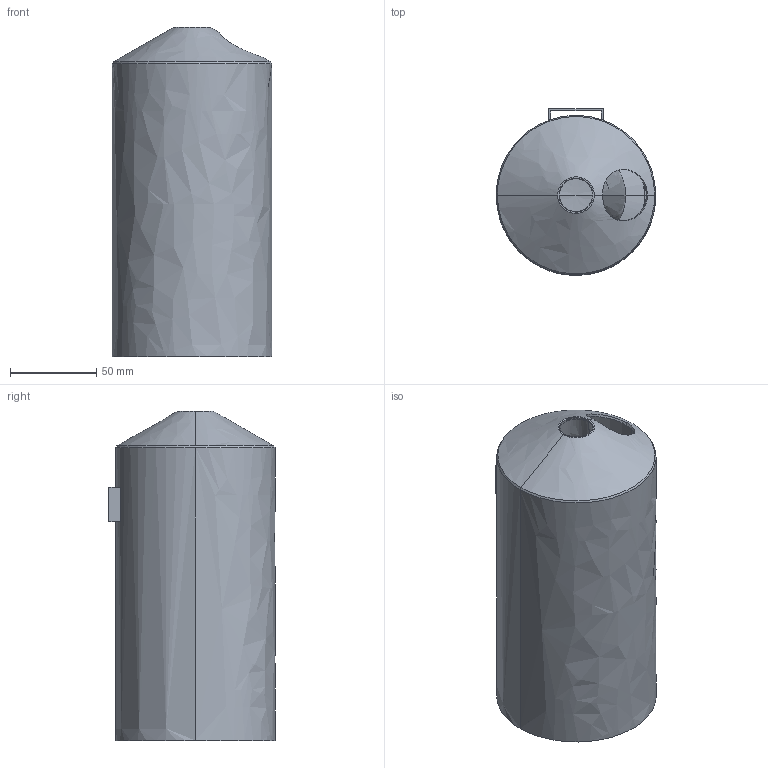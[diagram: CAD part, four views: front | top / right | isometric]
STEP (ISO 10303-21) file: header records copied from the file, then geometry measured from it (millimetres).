
FILE_DESCRIPTION(/* description */ (''),/* implementation_level */ '2;1');
FILE_NAME(/* name */ 'KETTLE',/* time_stamp */ '2017-01-15T11:24:42+01:00',/* author */ (''),/* organization */ (''),/* preprocessor_version */ 'ST-DEVELOPER v15',/* originating_system */ '',/* authorisation */ '');
FILE_SCHEMA (('AUTOMOTIVE_DESIGN'));
Length unit declared in the file: millimetre
Products named in the file (1): Document
Bounding box: 92.6 x 96.6 x 191.13 mm (x, y, z)
Volume: 96669.6 mm3; surface area: 198639.9 mm2
Topology: 4 solids, 4 shells, 146 faces, 404 edges, 236 vertices
Faces by surface type: bspline 136, plane 10
Entity records: 5639 total; most frequent: CARTESIAN_POINT 3480, ORIENTED_EDGE 800, EDGE_CURVE 400, VERTEX_POINT 236, B_SPLINE_CURVE_WITH_KNOTS 188, ADVANCED_FACE 146, FACE_OUTER_BOUND 146, EDGE_LOOP 146
